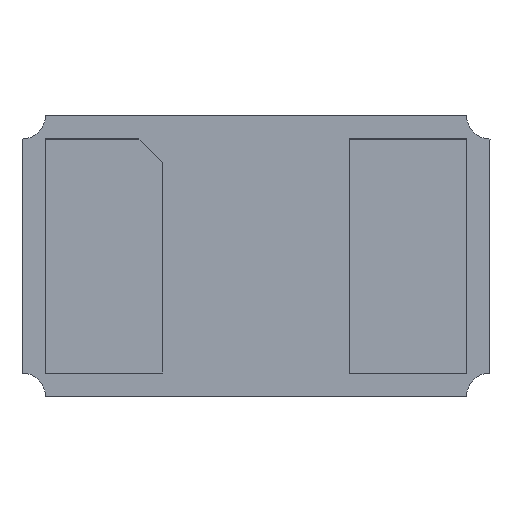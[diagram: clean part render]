
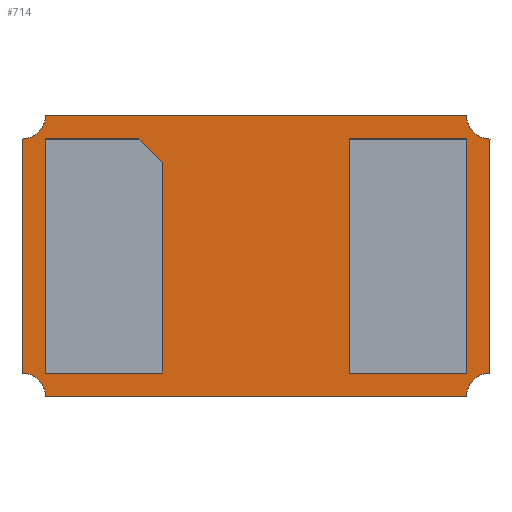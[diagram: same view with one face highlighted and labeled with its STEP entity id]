
A CAD part, front view. The second image highlights one B-rep face of the part: STEP entity #714.
In plain terms, the highlighted planar face has unit normal (0, -1, 0).
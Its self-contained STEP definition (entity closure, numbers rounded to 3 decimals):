
#35 = VERTEX_POINT ( 'NONE', #2192 ) ;
#60 = CARTESIAN_POINT ( 'NONE',  ( -0.4, 0., 0.4 ) ) ;
#116 = FACE_BOUND ( 'NONE', #1802, .T. ) ;
#124 = DIRECTION ( 'NONE',  ( 0., 0., -1. ) ) ;
#167 = CARTESIAN_POINT ( 'NONE',  ( -0.9, 0., 0. ) ) ;
#265 = CARTESIAN_POINT ( 'NONE',  ( -0.9, 0., -0.5 ) ) ;
#281 = EDGE_CURVE ( 'NONE', #1848, #2277, #389, .T. ) ;
#320 = LINE ( 'NONE', #2239, #4143 ) ;
#323 = CARTESIAN_POINT ( 'NONE',  ( -0.4, 0., 0. ) ) ;
#326 = ORIENTED_EDGE ( 'NONE', *, *, #3169, .F. ) ;
#389 = LINE ( 'NONE', #949, #4230 ) ;
#442 = DIRECTION ( 'NONE',  ( 0., -1., 0. ) ) ;
#478 = ORIENTED_EDGE ( 'NONE', *, *, #2179, .F. ) ;
#499 = DIRECTION ( 'NONE',  ( 1., 0., 0. ) ) ;
#505 = VERTEX_POINT ( 'NONE', #4337 ) ;
#523 = EDGE_CURVE ( 'NONE', #2277, #554, #2639, .T. ) ;
#554 = VERTEX_POINT ( 'NONE', #915 ) ;
#600 = CARTESIAN_POINT ( 'NONE',  ( 0., 0., -0.6 ) ) ;
#602 = VERTEX_POINT ( 'NONE', #3251 ) ;
#632 = VECTOR ( 'NONE', #4129, 1000. ) ;
#661 = VECTOR ( 'NONE', #2431, 1000. ) ;
#714 = ADVANCED_FACE ( 'NONE', ( #116, #2027, #2963 ), #2914, .F. ) ;
#730 = DIRECTION ( 'NONE',  ( -1., 0., 0. ) ) ;
#756 = ORIENTED_EDGE ( 'NONE', *, *, #2344, .F. ) ;
#772 = VECTOR ( 'NONE', #912, 1000. ) ;
#814 = AXIS2_PLACEMENT_3D ( 'NONE', #3335, #908, #2292 ) ;
#842 = LINE ( 'NONE', #2526, #4678 ) ;
#908 = DIRECTION ( 'NONE',  ( 0., -1., 0. ) ) ;
#912 = DIRECTION ( 'NONE',  ( 0., 0., -1. ) ) ;
#915 = CARTESIAN_POINT ( 'NONE',  ( -0.9, 0., 0.5 ) ) ;
#929 = CARTESIAN_POINT ( 'NONE',  ( 0.4, 0., 0. ) ) ;
#949 = CARTESIAN_POINT ( 'NONE',  ( -0.4, 0., 0.4 ) ) ;
#963 = CARTESIAN_POINT ( 'NONE',  ( -0.9, 0., -0.6 ) ) ;
#980 = CIRCLE ( 'NONE', #2660, 0.1 ) ;
#990 = VECTOR ( 'NONE', #499, 1000. ) ;
#1056 = LINE ( 'NONE', #2124, #3819 ) ;
#1080 = CIRCLE ( 'NONE', #1901, 0.1 ) ;
#1144 = ORIENTED_EDGE ( 'NONE', *, *, #1312, .T. ) ;
#1155 = CARTESIAN_POINT ( 'NONE',  ( 1., 0., 0.5 ) ) ;
#1161 = VECTOR ( 'NONE', #1756, 1000. ) ;
#1181 = CARTESIAN_POINT ( 'NONE',  ( -0.5, 0., 0.5 ) ) ;
#1262 = EDGE_CURVE ( 'NONE', #3846, #505, #3182, .T. ) ;
#1282 = EDGE_CURVE ( 'NONE', #1759, #3603, #2875, .T. ) ;
#1312 = EDGE_CURVE ( 'NONE', #3846, #2829, #1936, .T. ) ;
#1336 = CIRCLE ( 'NONE', #3423, 0.1 ) ;
#1338 = VECTOR ( 'NONE', #730, 1000. ) ;
#1352 = ORIENTED_EDGE ( 'NONE', *, *, #523, .F. ) ;
#1401 = ORIENTED_EDGE ( 'NONE', *, *, #1262, .F. ) ;
#1418 = EDGE_CURVE ( 'NONE', #3005, #2882, #320, .T. ) ;
#1448 = CARTESIAN_POINT ( 'NONE',  ( 0.9, 0., 0.6 ) ) ;
#1590 = CARTESIAN_POINT ( 'NONE',  ( -0.9, 0., 0.6 ) ) ;
#1600 = CARTESIAN_POINT ( 'NONE',  ( 0., 0., 0.5 ) ) ;
#1621 = EDGE_CURVE ( 'NONE', #554, #1759, #3638, .T. ) ;
#1756 = DIRECTION ( 'NONE',  ( 0., 0., 1. ) ) ;
#1759 = VERTEX_POINT ( 'NONE', #265 ) ;
#1787 = DIRECTION ( 'NONE',  ( 1., 0., 0. ) ) ;
#1802 = EDGE_LOOP ( 'NONE', ( #3981, #3226, #756, #478 ) ) ;
#1848 = VERTEX_POINT ( 'NONE', #60 ) ;
#1901 = AXIS2_PLACEMENT_3D ( 'NONE', #2587, #442, #2936 ) ;
#1936 = LINE ( 'NONE', #600, #4081 ) ;
#1993 = CARTESIAN_POINT ( 'NONE',  ( 1., 0., -0.6 ) ) ;
#2027 = FACE_BOUND ( 'NONE', #4033, .T. ) ;
#2094 = DIRECTION ( 'NONE',  ( 0., 0., 1. ) ) ;
#2124 = CARTESIAN_POINT ( 'NONE',  ( -1., 0., 0. ) ) ;
#2150 = DIRECTION ( 'NONE',  ( -1., 0., 0. ) ) ;
#2179 = EDGE_CURVE ( 'NONE', #35, #2898, #4064, .T. ) ;
#2192 = CARTESIAN_POINT ( 'NONE',  ( 0.9, 0., -0.5 ) ) ;
#2239 = CARTESIAN_POINT ( 'NONE',  ( 1., 0., 0. ) ) ;
#2263 = DIRECTION ( 'NONE',  ( 0., -1., 0. ) ) ;
#2277 = VERTEX_POINT ( 'NONE', #1181 ) ;
#2292 = DIRECTION ( 'NONE',  ( 0., 0., -1. ) ) ;
#2342 = LINE ( 'NONE', #323, #1161 ) ;
#2344 = EDGE_CURVE ( 'NONE', #2898, #4314, #4158, .T. ) ;
#2351 = DIRECTION ( 'NONE',  ( 0., 0., -1. ) ) ;
#2431 = DIRECTION ( 'NONE',  ( 0., 0., 1. ) ) ;
#2496 = EDGE_CURVE ( 'NONE', #2534, #4268, #4281, .T. ) ;
#2526 = CARTESIAN_POINT ( 'NONE',  ( 0., 0., -0.5 ) ) ;
#2534 = VERTEX_POINT ( 'NONE', #1448 ) ;
#2587 = CARTESIAN_POINT ( 'NONE',  ( 1., 0., 0.6 ) ) ;
#2639 = LINE ( 'NONE', #4646, #3258 ) ;
#2660 = AXIS2_PLACEMENT_3D ( 'NONE', #1993, #4531, #2351 ) ;
#2727 = DIRECTION ( 'NONE',  ( 0., 1., 0. ) ) ;
#2816 = ORIENTED_EDGE ( 'NONE', *, *, #3557, .F. ) ;
#2829 = VERTEX_POINT ( 'NONE', #4355 ) ;
#2856 = CARTESIAN_POINT ( 'NONE',  ( 0., 0., 0.6 ) ) ;
#2875 = LINE ( 'NONE', #3539, #990 ) ;
#2882 = VERTEX_POINT ( 'NONE', #1155 ) ;
#2898 = VERTEX_POINT ( 'NONE', #2969 ) ;
#2914 = PLANE ( 'NONE',  #4566 ) ;
#2936 = DIRECTION ( 'NONE',  ( 0., 0., -1. ) ) ;
#2963 = FACE_OUTER_BOUND ( 'NONE', #3264, .T. ) ;
#2969 = CARTESIAN_POINT ( 'NONE',  ( 0.9, 0., 0.5 ) ) ;
#3005 = VERTEX_POINT ( 'NONE', #3419 ) ;
#3097 = VECTOR ( 'NONE', #3858, 1000. ) ;
#3169 = EDGE_CURVE ( 'NONE', #2534, #2882, #1080, .T. ) ;
#3182 = CIRCLE ( 'NONE', #814, 0.1 ) ;
#3226 = ORIENTED_EDGE ( 'NONE', *, *, #4312, .F. ) ;
#3242 = CARTESIAN_POINT ( 'NONE',  ( -0.4, 0., -0.5 ) ) ;
#3251 = CARTESIAN_POINT ( 'NONE',  ( 0.4, 0., -0.5 ) ) ;
#3258 = VECTOR ( 'NONE', #2150, 1000. ) ;
#3264 = EDGE_LOOP ( 'NONE', ( #4671, #1401, #1144, #4676, #3598, #326, #3818, #4146 ) ) ;
#3275 = EDGE_CURVE ( 'NONE', #3005, #2829, #980, .T. ) ;
#3309 = DIRECTION ( 'NONE',  ( 1., 0., 0. ) ) ;
#3335 = CARTESIAN_POINT ( 'NONE',  ( -1., 0., -0.6 ) ) ;
#3419 = CARTESIAN_POINT ( 'NONE',  ( 1., 0., -0.5 ) ) ;
#3423 = AXIS2_PLACEMENT_3D ( 'NONE', #4450, #2263, #124 ) ;
#3498 = CARTESIAN_POINT ( 'NONE',  ( 0.9, 0., 0. ) ) ;
#3502 = CARTESIAN_POINT ( 'NONE',  ( 0.4, 0., 0.5 ) ) ;
#3539 = CARTESIAN_POINT ( 'NONE',  ( 0., 0., -0.5 ) ) ;
#3557 = EDGE_CURVE ( 'NONE', #3603, #1848, #2342, .T. ) ;
#3571 = ORIENTED_EDGE ( 'NONE', *, *, #1282, .F. ) ;
#3575 = ORIENTED_EDGE ( 'NONE', *, *, #281, .F. ) ;
#3598 = ORIENTED_EDGE ( 'NONE', *, *, #1418, .T. ) ;
#3603 = VERTEX_POINT ( 'NONE', #3242 ) ;
#3638 = LINE ( 'NONE', #167, #772 ) ;
#3660 = DIRECTION ( 'NONE',  ( 0., 0., 1. ) ) ;
#3673 = EDGE_CURVE ( 'NONE', #3804, #4268, #1336, .T. ) ;
#3804 = VERTEX_POINT ( 'NONE', #4187 ) ;
#3818 = ORIENTED_EDGE ( 'NONE', *, *, #2496, .T. ) ;
#3819 = VECTOR ( 'NONE', #3951, 1000. ) ;
#3846 = VERTEX_POINT ( 'NONE', #963 ) ;
#3858 = DIRECTION ( 'NONE',  ( 0., 0., -1. ) ) ;
#3951 = DIRECTION ( 'NONE',  ( 0., 0., 1. ) ) ;
#3981 = ORIENTED_EDGE ( 'NONE', *, *, #4497, .F. ) ;
#4033 = EDGE_LOOP ( 'NONE', ( #1352, #3575, #2816, #3571, #4164 ) ) ;
#4064 = LINE ( 'NONE', #3498, #661 ) ;
#4081 = VECTOR ( 'NONE', #3309, 1000. ) ;
#4129 = DIRECTION ( 'NONE',  ( -1., 0., 0. ) ) ;
#4143 = VECTOR ( 'NONE', #3660, 1000. ) ;
#4146 = ORIENTED_EDGE ( 'NONE', *, *, #3673, .F. ) ;
#4158 = LINE ( 'NONE', #1600, #632 ) ;
#4164 = ORIENTED_EDGE ( 'NONE', *, *, #1621, .F. ) ;
#4187 = CARTESIAN_POINT ( 'NONE',  ( -1., 0., 0.5 ) ) ;
#4230 = VECTOR ( 'NONE', #4263, 1000. ) ;
#4263 = DIRECTION ( 'NONE',  ( -0.707, 0., 0.707 ) ) ;
#4268 = VERTEX_POINT ( 'NONE', #1590 ) ;
#4281 = LINE ( 'NONE', #2856, #1338 ) ;
#4312 = EDGE_CURVE ( 'NONE', #4314, #602, #4418, .T. ) ;
#4314 = VERTEX_POINT ( 'NONE', #3502 ) ;
#4316 = CARTESIAN_POINT ( 'NONE',  ( -1., 0., -0.6 ) ) ;
#4337 = CARTESIAN_POINT ( 'NONE',  ( -1., 0., -0.5 ) ) ;
#4355 = CARTESIAN_POINT ( 'NONE',  ( 0.9, 0., -0.6 ) ) ;
#4418 = LINE ( 'NONE', #929, #3097 ) ;
#4436 = EDGE_CURVE ( 'NONE', #505, #3804, #1056, .T. ) ;
#4450 = CARTESIAN_POINT ( 'NONE',  ( -1., 0., 0.6 ) ) ;
#4497 = EDGE_CURVE ( 'NONE', #602, #35, #842, .T. ) ;
#4531 = DIRECTION ( 'NONE',  ( 0., -1., 0. ) ) ;
#4566 = AXIS2_PLACEMENT_3D ( 'NONE', #4316, #2727, #2094 ) ;
#4646 = CARTESIAN_POINT ( 'NONE',  ( 0., 0., 0.5 ) ) ;
#4671 = ORIENTED_EDGE ( 'NONE', *, *, #4436, .F. ) ;
#4676 = ORIENTED_EDGE ( 'NONE', *, *, #3275, .F. ) ;
#4678 = VECTOR ( 'NONE', #1787, 1000. ) ;
